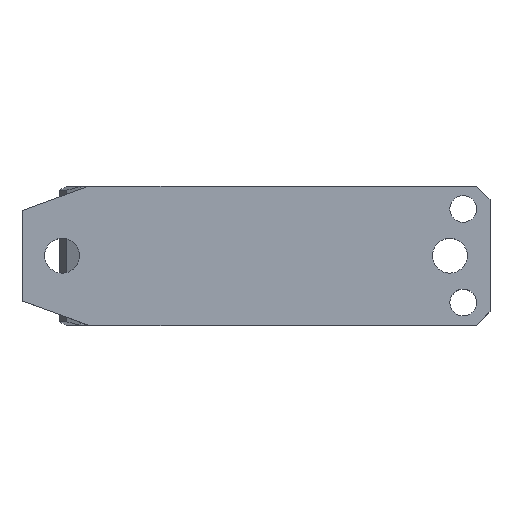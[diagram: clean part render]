
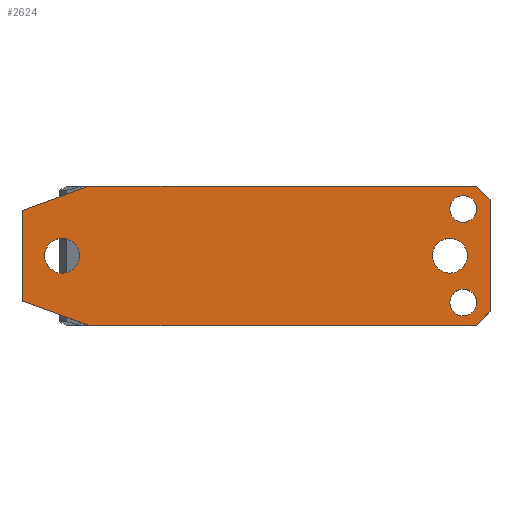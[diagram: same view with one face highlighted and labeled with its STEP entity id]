
A CAD part, top view. The second image highlights one B-rep face of the part: STEP entity #2624.
In plain terms, the highlighted planar face has unit normal (0, 0, 1).
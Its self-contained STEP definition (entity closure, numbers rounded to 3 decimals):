
#648=CARTESIAN_POINT('Line Origine',(-140.88,-21.45,55.1)) ;
#652=CARTESIAN_POINT('Vertex',(-153.38,-16.901,55.1)) ;
#654=CARTESIAN_POINT('Vertex',(-128.38,-26.,55.1)) ;
#696=CARTESIAN_POINT('Vertex',(-153.38,16.901,55.1)) ;
#699=CARTESIAN_POINT('Line Origine',(-140.88,21.45,55.1)) ;
#703=CARTESIAN_POINT('Vertex',(-128.38,26.,55.1)) ;
#796=CARTESIAN_POINT('Line Origine',(-55.88,26.,55.1)) ;
#800=CARTESIAN_POINT('Vertex',(16.62,26.,55.1)) ;
#1048=CARTESIAN_POINT('Vertex',(16.62,-26.,55.1)) ;
#1051=CARTESIAN_POINT('Line Origine',(-55.88,-26.,55.1)) ;
#1129=CARTESIAN_POINT('Line Origine',(-153.38,0.,55.1)) ;
#1314=CARTESIAN_POINT('Line Origine',(19.12,23.5,55.1)) ;
#1318=CARTESIAN_POINT('Vertex',(21.62,21.,55.1)) ;
#1982=CARTESIAN_POINT('Line Origine',(19.12,-23.5,55.1)) ;
#1986=CARTESIAN_POINT('Vertex',(21.62,-21.,55.1)) ;
#2006=CARTESIAN_POINT('Line Origine',(21.62,0.,55.1)) ;
#2036=CARTESIAN_POINT('Vertex',(6.62,-17.5,55.1)) ;
#2039=CARTESIAN_POINT('Axis2P3D Location',(11.62,-17.5,55.1)) ;
#2043=CARTESIAN_POINT('Vertex',(16.62,-17.5,55.1)) ;
#2068=CARTESIAN_POINT('Axis2P3D Location',(11.62,-17.5,55.1)) ;
#2098=CARTESIAN_POINT('Vertex',(6.62,17.5,55.1)) ;
#2101=CARTESIAN_POINT('Axis2P3D Location',(11.62,17.5,55.1)) ;
#2105=CARTESIAN_POINT('Vertex',(16.62,17.5,55.1)) ;
#2130=CARTESIAN_POINT('Axis2P3D Location',(11.62,17.5,55.1)) ;
#2474=CARTESIAN_POINT('Vertex',(0.12,0.,55.1)) ;
#2477=CARTESIAN_POINT('Axis2P3D Location',(6.62,0.,55.1)) ;
#2481=CARTESIAN_POINT('Vertex',(13.12,0.,55.1)) ;
#2501=CARTESIAN_POINT('Axis2P3D Location',(6.62,0.,55.1)) ;
#2531=CARTESIAN_POINT('Vertex',(-144.88,0.,55.1)) ;
#2534=CARTESIAN_POINT('Axis2P3D Location',(-138.38,0.,55.1)) ;
#2538=CARTESIAN_POINT('Vertex',(-131.88,0.,55.1)) ;
#2558=CARTESIAN_POINT('Axis2P3D Location',(-138.38,0.,55.1)) ;
#2593=CARTESIAN_POINT('Axis2P3D Location',(-153.38,26.,55.1)) ;
#649=DIRECTION('Vector Direction',(0.94,-0.342,0.)) ;
#700=DIRECTION('Vector Direction',(0.94,0.342,0.)) ;
#797=DIRECTION('Vector Direction',(1.,0.,0.)) ;
#1052=DIRECTION('Vector Direction',(1.,0.,0.)) ;
#1130=DIRECTION('Vector Direction',(0.,-1.,0.)) ;
#1315=DIRECTION('Vector Direction',(-0.707,0.707,0.)) ;
#1983=DIRECTION('Vector Direction',(0.707,0.707,0.)) ;
#2007=DIRECTION('Vector Direction',(0.,-1.,0.)) ;
#2040=DIRECTION('Axis2P3D Direction',(-0.,0.,1.)) ;
#2069=DIRECTION('Axis2P3D Direction',(-0.,0.,1.)) ;
#2102=DIRECTION('Axis2P3D Direction',(-0.,0.,1.)) ;
#2131=DIRECTION('Axis2P3D Direction',(-0.,0.,1.)) ;
#2478=DIRECTION('Axis2P3D Direction',(0.,-0.,1.)) ;
#2502=DIRECTION('Axis2P3D Direction',(0.,-0.,1.)) ;
#2535=DIRECTION('Axis2P3D Direction',(0.,-0.,1.)) ;
#2559=DIRECTION('Axis2P3D Direction',(0.,-0.,1.)) ;
#2594=DIRECTION('Axis2P3D Direction',(0.,0.,-1.)) ;
#2595=DIRECTION('Axis2P3D XDirection',(-1.,0.,0.)) ;
#2041=AXIS2_PLACEMENT_3D('Circle Axis2P3D',#2039,#2040,$) ;
#2070=AXIS2_PLACEMENT_3D('Circle Axis2P3D',#2068,#2069,$) ;
#2103=AXIS2_PLACEMENT_3D('Circle Axis2P3D',#2101,#2102,$) ;
#2132=AXIS2_PLACEMENT_3D('Circle Axis2P3D',#2130,#2131,$) ;
#2479=AXIS2_PLACEMENT_3D('Circle Axis2P3D',#2477,#2478,$) ;
#2503=AXIS2_PLACEMENT_3D('Circle Axis2P3D',#2501,#2502,$) ;
#2536=AXIS2_PLACEMENT_3D('Circle Axis2P3D',#2534,#2535,$) ;
#2560=AXIS2_PLACEMENT_3D('Circle Axis2P3D',#2558,#2559,$) ;
#2596=AXIS2_PLACEMENT_3D('Plane Axis2P3D',#2593,#2594,#2595) ;
#2599=ORIENTED_EDGE('',*,*,#1055,.F.) ;
#2600=ORIENTED_EDGE('',*,*,#1988,.T.) ;
#2601=ORIENTED_EDGE('',*,*,#2010,.F.) ;
#2602=ORIENTED_EDGE('',*,*,#1320,.T.) ;
#2603=ORIENTED_EDGE('',*,*,#802,.T.) ;
#2604=ORIENTED_EDGE('',*,*,#705,.F.) ;
#2605=ORIENTED_EDGE('',*,*,#1133,.T.) ;
#2606=ORIENTED_EDGE('',*,*,#656,.T.) ;
#2609=ORIENTED_EDGE('',*,*,#2505,.F.) ;
#2610=ORIENTED_EDGE('',*,*,#2483,.F.) ;
#2613=ORIENTED_EDGE('',*,*,#2072,.F.) ;
#2614=ORIENTED_EDGE('',*,*,#2045,.F.) ;
#2617=ORIENTED_EDGE('',*,*,#2134,.F.) ;
#2618=ORIENTED_EDGE('',*,*,#2107,.F.) ;
#2621=ORIENTED_EDGE('',*,*,#2540,.F.) ;
#2622=ORIENTED_EDGE('',*,*,#2562,.F.) ;
#2611=FACE_BOUND('',#2608,.T.) ;
#2615=FACE_BOUND('',#2612,.T.) ;
#2619=FACE_BOUND('',#2616,.T.) ;
#2623=FACE_BOUND('',#2620,.T.) ;
#650=VECTOR('Line Direction',#649,1.) ;
#701=VECTOR('Line Direction',#700,1.) ;
#798=VECTOR('Line Direction',#797,1.) ;
#1053=VECTOR('Line Direction',#1052,1.) ;
#1131=VECTOR('Line Direction',#1130,1.) ;
#1316=VECTOR('Line Direction',#1315,1.) ;
#1984=VECTOR('Line Direction',#1983,1.) ;
#2008=VECTOR('Line Direction',#2007,1.) ;
#2624=ADVANCED_FACE('CAM HOLDER',(#2607,#2611,#2615,#2619,#2623),#2597,.F.) ;
#2042=CIRCLE('generated circle',#2041,5.) ;
#2071=CIRCLE('generated circle',#2070,5.) ;
#2104=CIRCLE('generated circle',#2103,5.) ;
#2133=CIRCLE('generated circle',#2132,5.) ;
#2480=CIRCLE('generated circle',#2479,6.5) ;
#2504=CIRCLE('generated circle',#2503,6.5) ;
#2537=CIRCLE('generated circle',#2536,6.5) ;
#2561=CIRCLE('generated circle',#2560,6.5) ;
#656=EDGE_CURVE('',#653,#655,#651,.T.) ;
#705=EDGE_CURVE('',#697,#704,#702,.T.) ;
#802=EDGE_CURVE('',#801,#704,#799,.F.) ;
#1055=EDGE_CURVE('',#1049,#655,#1054,.F.) ;
#1133=EDGE_CURVE('',#697,#653,#1132,.T.) ;
#1320=EDGE_CURVE('',#1319,#801,#1317,.T.) ;
#1988=EDGE_CURVE('',#1049,#1987,#1985,.T.) ;
#2010=EDGE_CURVE('',#1319,#1987,#2009,.T.) ;
#2045=EDGE_CURVE('',#2037,#2044,#2042,.T.) ;
#2072=EDGE_CURVE('',#2044,#2037,#2071,.T.) ;
#2107=EDGE_CURVE('',#2099,#2106,#2104,.T.) ;
#2134=EDGE_CURVE('',#2106,#2099,#2133,.T.) ;
#2483=EDGE_CURVE('',#2475,#2482,#2480,.T.) ;
#2505=EDGE_CURVE('',#2482,#2475,#2504,.T.) ;
#2540=EDGE_CURVE('',#2532,#2539,#2537,.T.) ;
#2562=EDGE_CURVE('',#2539,#2532,#2561,.T.) ;
#2598=EDGE_LOOP('',(#2599,#2600,#2601,#2602,#2603,#2604,#2605,#2606)) ;
#2608=EDGE_LOOP('',(#2609,#2610)) ;
#2612=EDGE_LOOP('',(#2613,#2614)) ;
#2616=EDGE_LOOP('',(#2617,#2618)) ;
#2620=EDGE_LOOP('',(#2621,#2622)) ;
#2607=FACE_OUTER_BOUND('',#2598,.T.) ;
#651=LINE('Line',#648,#650) ;
#702=LINE('Line',#699,#701) ;
#799=LINE('Line',#796,#798) ;
#1054=LINE('Line',#1051,#1053) ;
#1132=LINE('Line',#1129,#1131) ;
#1317=LINE('Line',#1314,#1316) ;
#1985=LINE('Line',#1982,#1984) ;
#2009=LINE('Line',#2006,#2008) ;
#2597=PLANE('Plane',#2596) ;
#653=VERTEX_POINT('',#652) ;
#655=VERTEX_POINT('',#654) ;
#697=VERTEX_POINT('',#696) ;
#704=VERTEX_POINT('',#703) ;
#801=VERTEX_POINT('',#800) ;
#1049=VERTEX_POINT('',#1048) ;
#1319=VERTEX_POINT('',#1318) ;
#1987=VERTEX_POINT('',#1986) ;
#2037=VERTEX_POINT('',#2036) ;
#2044=VERTEX_POINT('',#2043) ;
#2099=VERTEX_POINT('',#2098) ;
#2106=VERTEX_POINT('',#2105) ;
#2475=VERTEX_POINT('',#2474) ;
#2482=VERTEX_POINT('',#2481) ;
#2532=VERTEX_POINT('',#2531) ;
#2539=VERTEX_POINT('',#2538) ;
